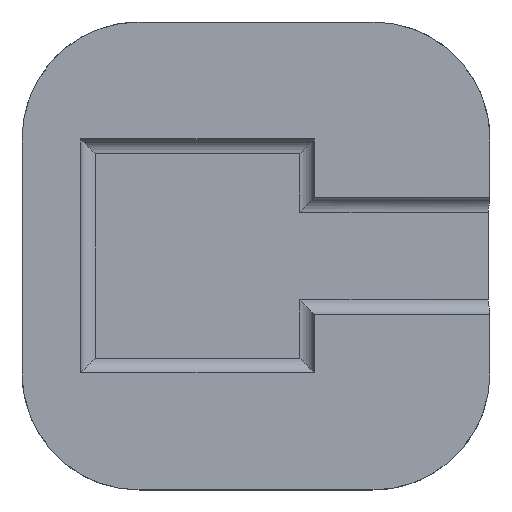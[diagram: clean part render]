
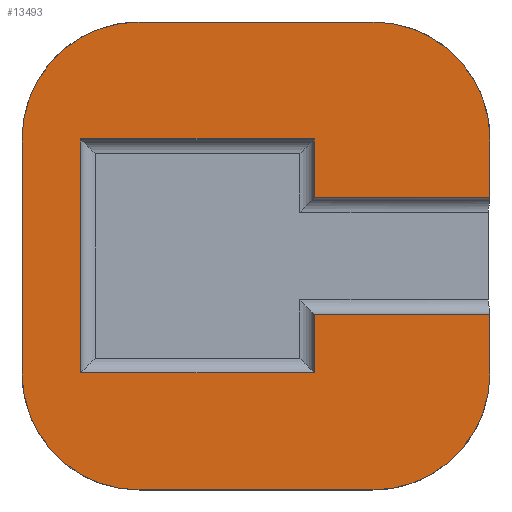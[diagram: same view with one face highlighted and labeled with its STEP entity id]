
A CAD part, top view. The second image highlights one B-rep face of the part: STEP entity #13493.
In plain terms, the highlighted face is planar.
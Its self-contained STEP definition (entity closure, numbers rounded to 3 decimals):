
#2516=PLANE('',#14193);
#3319=FACE_OUTER_BOUND('',#4132,.T.);
#4132=EDGE_LOOP('',(#12628,#12629,#12630,#12631,#12632,#12633,#12634,#12635,
#12636,#12637,#12638,#12639,#12640,#12641,#12642,#12643));
#4274=LINE('',#71815,#4457);
#4286=LINE('',#71845,#4469);
#4289=LINE('',#71852,#4472);
#4297=LINE('',#71878,#4480);
#4299=LINE('',#71882,#4482);
#4301=LINE('',#71886,#4484);
#4303=LINE('',#71890,#4486);
#4305=LINE('',#71894,#4488);
#4307=LINE('',#71898,#4490);
#4308=LINE('',#71900,#4491);
#4312=LINE('',#71916,#4495);
#4315=LINE('',#71924,#4498);
#4457=VECTOR('',#15559,10.);
#4469=VECTOR('',#15585,10.);
#4472=VECTOR('',#15592,10.);
#4480=VECTOR('',#15624,10.);
#4482=VECTOR('',#15628,10.);
#4484=VECTOR('',#15632,10.);
#4486=VECTOR('',#15636,10.);
#4488=VECTOR('',#15640,10.);
#4490=VECTOR('',#15644,10.);
#4491=VECTOR('',#15647,10.);
#4495=VECTOR('',#15667,10.);
#4498=VECTOR('',#15676,10.);
#4765=CIRCLE('',#14154,20.);
#4770=CIRCLE('',#14186,20.);
#4771=CIRCLE('',#14189,20.);
#4772=CIRCLE('',#14192,20.);
#6117=VERTEX_POINT('',#71812);
#6118=VERTEX_POINT('',#71814);
#6119=VERTEX_POINT('',#71818);
#6128=VERTEX_POINT('',#71842);
#6129=VERTEX_POINT('',#71844);
#6131=VERTEX_POINT('',#71850);
#6137=VERTEX_POINT('',#71876);
#6138=VERTEX_POINT('',#71880);
#6139=VERTEX_POINT('',#71884);
#6140=VERTEX_POINT('',#71888);
#6141=VERTEX_POINT('',#71892);
#6142=VERTEX_POINT('',#71896);
#6145=VERTEX_POINT('',#71910);
#6146=VERTEX_POINT('',#71914);
#6147=VERTEX_POINT('',#71918);
#6148=VERTEX_POINT('',#71922);
#8258=EDGE_CURVE('',#6117,#6118,#4274,.T.);
#8261=EDGE_CURVE('',#6119,#6117,#4765,.T.);
#8273=EDGE_CURVE('',#6128,#6129,#4286,.T.);
#8277=EDGE_CURVE('',#6131,#6119,#4289,.T.);
#8290=EDGE_CURVE('',#6137,#6131,#4297,.T.);
#8292=EDGE_CURVE('',#6137,#6138,#4299,.T.);
#8294=EDGE_CURVE('',#6138,#6139,#4301,.T.);
#8296=EDGE_CURVE('',#6139,#6140,#4303,.T.);
#8298=EDGE_CURVE('',#6140,#6141,#4305,.T.);
#8300=EDGE_CURVE('',#6141,#6142,#4307,.T.);
#8301=EDGE_CURVE('',#6129,#6142,#4308,.T.);
#8306=EDGE_CURVE('',#6145,#6128,#4770,.T.);
#8308=EDGE_CURVE('',#6146,#6145,#4312,.T.);
#8310=EDGE_CURVE('',#6147,#6146,#4771,.T.);
#8312=EDGE_CURVE('',#6148,#6147,#4315,.T.);
#8313=EDGE_CURVE('',#6118,#6148,#4772,.T.);
#12628=ORIENTED_EDGE('',*,*,#8290,.F.);
#12629=ORIENTED_EDGE('',*,*,#8292,.T.);
#12630=ORIENTED_EDGE('',*,*,#8294,.T.);
#12631=ORIENTED_EDGE('',*,*,#8296,.T.);
#12632=ORIENTED_EDGE('',*,*,#8298,.T.);
#12633=ORIENTED_EDGE('',*,*,#8300,.T.);
#12634=ORIENTED_EDGE('',*,*,#8301,.F.);
#12635=ORIENTED_EDGE('',*,*,#8273,.F.);
#12636=ORIENTED_EDGE('',*,*,#8306,.F.);
#12637=ORIENTED_EDGE('',*,*,#8308,.F.);
#12638=ORIENTED_EDGE('',*,*,#8310,.F.);
#12639=ORIENTED_EDGE('',*,*,#8312,.F.);
#12640=ORIENTED_EDGE('',*,*,#8313,.F.);
#12641=ORIENTED_EDGE('',*,*,#8258,.F.);
#12642=ORIENTED_EDGE('',*,*,#8261,.F.);
#12643=ORIENTED_EDGE('',*,*,#8277,.F.);
#13493=ADVANCED_FACE('',(#3319),#2516,.F.);
#14154=AXIS2_PLACEMENT_3D('',#71820,#15564,#15565);
#14186=AXIS2_PLACEMENT_3D('',#71912,#15662,#15663);
#14189=AXIS2_PLACEMENT_3D('',#71920,#15671,#15672);
#14192=AXIS2_PLACEMENT_3D('',#71926,#15679,#15680);
#14193=AXIS2_PLACEMENT_3D('',#71927,#15681,#15682);
#15559=DIRECTION('',(-1.,0.,0.));
#15564=DIRECTION('center_axis',(0.,0.,1.));
#15565=DIRECTION('ref_axis',(1.,0.,0.));
#15585=DIRECTION('',(0.,1.,0.));
#15592=DIRECTION('',(0.,1.,0.));
#15624=DIRECTION('',(1.,0.,0.));
#15628=DIRECTION('',(0.,1.,0.));
#15632=DIRECTION('',(-1.,0.,0.));
#15636=DIRECTION('',(0.,-1.,0.));
#15640=DIRECTION('',(1.,0.,0.));
#15644=DIRECTION('',(0.,1.,0.));
#15647=DIRECTION('',(-1.,0.,0.));
#15662=DIRECTION('center_axis',(0.,0.,1.));
#15663=DIRECTION('ref_axis',(0.,-1.,0.));
#15667=DIRECTION('',(1.,0.,0.));
#15671=DIRECTION('center_axis',(0.,0.,1.));
#15672=DIRECTION('ref_axis',(-1.,0.,0.));
#15676=DIRECTION('',(0.,-1.,0.));
#15679=DIRECTION('center_axis',(0.,0.,1.));
#15680=DIRECTION('ref_axis',(0.,1.,0.));
#15681=DIRECTION('center_axis',(0.,0.,1.));
#15682=DIRECTION('ref_axis',(1.,0.,0.));
#71812=CARTESIAN_POINT('',(20.,60.,0.));
#71814=CARTESIAN_POINT('',(-20.,60.,0.));
#71815=CARTESIAN_POINT('',(20.,60.,0.));
#71818=CARTESIAN_POINT('',(40.,40.,0.));
#71820=CARTESIAN_POINT('Origin',(20.,40.,0.));
#71842=CARTESIAN_POINT('',(40.,0.,0.));
#71844=CARTESIAN_POINT('',(40.,10.,0.));
#71845=CARTESIAN_POINT('',(40.,0.,0.));
#71850=CARTESIAN_POINT('',(40.,30.,0.));
#71852=CARTESIAN_POINT('',(40.,30.,0.));
#71876=CARTESIAN_POINT('',(10.,30.,0.));
#71878=CARTESIAN_POINT('',(10.,30.,0.));
#71880=CARTESIAN_POINT('',(10.,40.,0.));
#71882=CARTESIAN_POINT('',(10.,30.,0.));
#71884=CARTESIAN_POINT('',(-30.,40.,0.));
#71886=CARTESIAN_POINT('',(0.,40.,0.));
#71888=CARTESIAN_POINT('',(-30.,0.,0.));
#71890=CARTESIAN_POINT('',(-30.,40.,0.));
#71892=CARTESIAN_POINT('',(10.,0.,0.));
#71894=CARTESIAN_POINT('',(0.,0.,0.));
#71896=CARTESIAN_POINT('',(10.,10.,0.));
#71898=CARTESIAN_POINT('',(10.,0.,0.));
#71900=CARTESIAN_POINT('',(40.,10.,0.));
#71910=CARTESIAN_POINT('',(20.,-20.,0.));
#71912=CARTESIAN_POINT('Origin',(20.,0.,0.));
#71914=CARTESIAN_POINT('',(-20.,-20.,0.));
#71916=CARTESIAN_POINT('',(-20.,-20.,0.));
#71918=CARTESIAN_POINT('',(-40.,0.,0.));
#71920=CARTESIAN_POINT('Origin',(-20.,0.,0.));
#71922=CARTESIAN_POINT('',(-40.,40.,0.));
#71924=CARTESIAN_POINT('',(-40.,40.,0.));
#71926=CARTESIAN_POINT('Origin',(-20.,40.,0.));
#71927=CARTESIAN_POINT('Origin',(0.,20.,0.));
